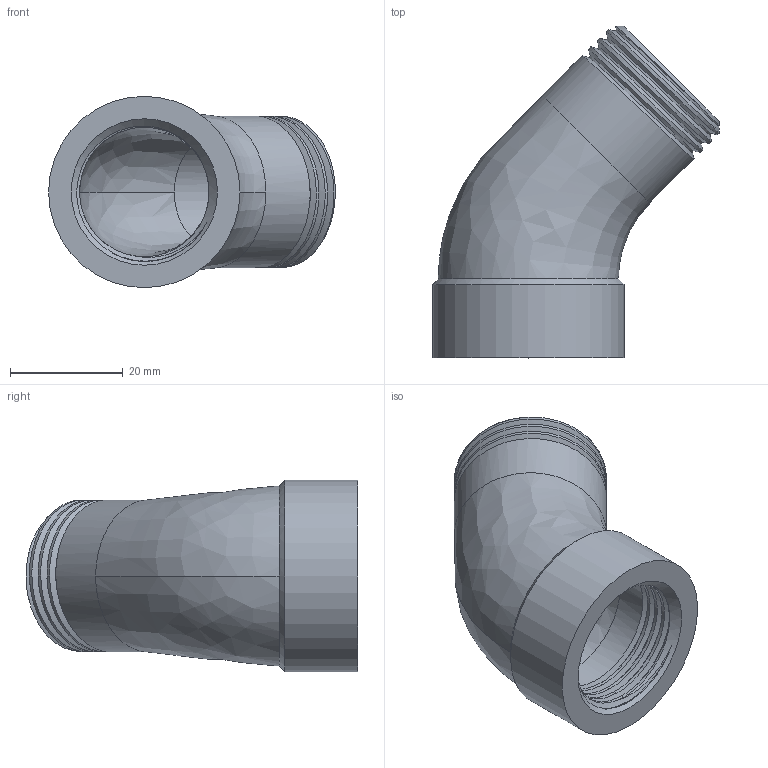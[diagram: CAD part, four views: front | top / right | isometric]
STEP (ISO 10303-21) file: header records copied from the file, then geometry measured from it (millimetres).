
FILE_DESCRIPTION(/* description */ ('Unknown'),/* implementation_level */ '2;1');
FILE_NAME(/* name */ '20200818-R-306-DN20',/* time_stamp */ '2020-08-18T15:21:43+08:00',/* author */ ('Unknown'),/* organization */ ('Unknown'),/* preprocessor_version */ 'ST-DEVELOPER v16.7',/* originating_system */ 'DEX',/* authorisation */ $);
FILE_SCHEMA (('AUTOMOTIVE_DESIGN {1 0 10303 214 3 1 1}'));
Length unit declared in the file: millimetre
Products named in the file (1): R-306 2
Bounding box: 50.94 x 58.94 x 34 mm (x, y, z)
Volume: 20803 mm3; surface area: 10815.6 mm2
Topology: 1 solids, 1 shells, 30 faces, 97 edges, 69 vertices
Faces by surface type: cylinder 12, bspline 9, cone 5, plane 4
Full cylindrical faces by diameter (mm): 19 x1, 23 x4, 27 x3, 34 x1
Entity records: 5283 total; most frequent: CARTESIAN_POINT 4724, ORIENTED_EDGE 158, EDGE_CURVE 79, VERTEX_POINT 67, DIRECTION 48, EDGE_LOOP 30, FACE_BOUND 30, B_SPLINE_CURVE_WITH_KNOTS 28
